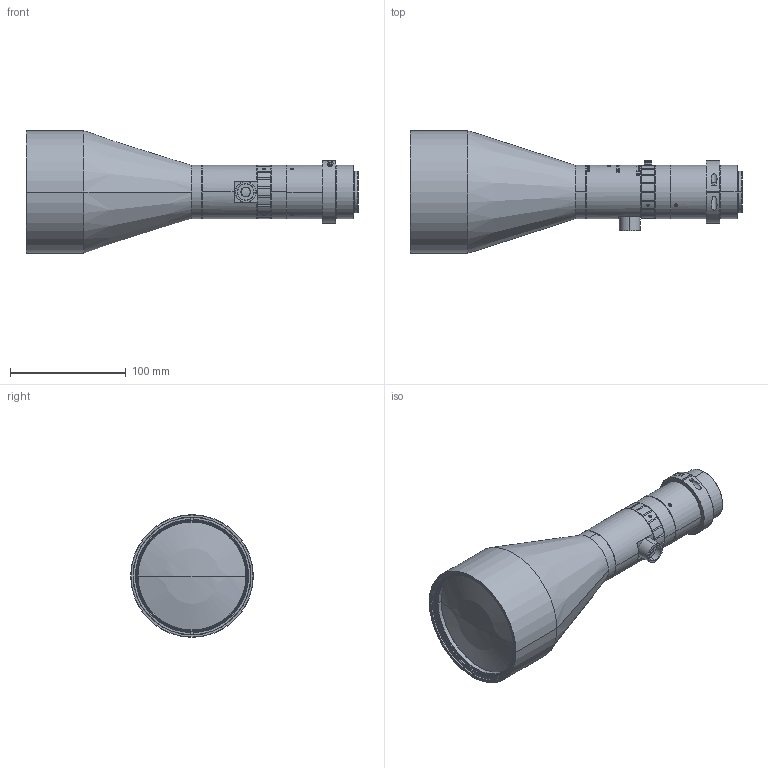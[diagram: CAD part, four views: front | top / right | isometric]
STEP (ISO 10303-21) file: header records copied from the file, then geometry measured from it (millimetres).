
FILE_DESCRIPTION((''),'2;1');
FILE_NAME('TC037250W_ASM_ASM','2020-05-12T',('Administrator'),(''),'PRO/ENGINEER BY PARAMETRIC TECHNOLOGY CORPORATION, 2014320','PRO/ENGINEER BY PARAMETRIC TECHNOLOGY CORPORATION, 2014320','');
FILE_SCHEMA(('CONFIG_CONTROL_DESIGN','SHAPE_APPEARANCE_LAYERS_GROUPS'));
Length unit declared in the file: millimetre
Products named in the file (18): MANIFOLD_SOLID_BREP_276; MANIFOLD_SOLID_BREP_2156; TC037250W-G_2_ASM; I255541W-602_42; I255541W-603_4; I255541W-604_7; I255441W-614_5; I255441W-608_5; NUT_M3X3_1; I255541W-601_9; I255541W-609_7; I255441W-607_2; I255441W-606_6; NUT2_5X4_1; I255441W-605_1; NUT2_5X10_1; TC037250W_ASM_97_ASM; TC037250W_ASM_ASM
Assembly tree (19 placements, depth 4):
  TC037250W_ASM_ASM
    TC037250W_ASM_97_ASM
      TC037250W-G_2_ASM
        MANIFOLD_SOLID_BREP_276
        MANIFOLD_SOLID_BREP_2156
      I255541W-602_42
      I255541W-603_4
      I255541W-604_7
      I255441W-614_5
      I255441W-608_5
      NUT_M3X3_1  x3
      I255541W-601_9
      I255541W-609_7
      I255441W-607_2
      I255441W-606_6
      NUT2_5X4_1
      I255441W-605_1
      NUT2_5X10_1
Bounding box: 286.31 x 105.75 x 105.75 mm (x, y, z)
Volume: 464587.9 mm3; surface area: 164033.4 mm2
Topology: 17 solids, 17 shells, 1638 faces, 4509 edges, 3013 vertices
Faces by surface type: cylinder 434, plane 421, extrusion 413, cone 274, bspline 84, sphere 8, torus 4
Entity records: 66091 total; most frequent: CARTESIAN_POINT 25124, ORIENTED_EDGE 8526, DIRECTION 6637, EDGE_CURVE 4263, VERTEX_POINT 2859, AXIS2_PLACEMENT_3D 2357, VECTOR 1923, B_SPLINE_CURVE_WITH_KNOTS 1919
